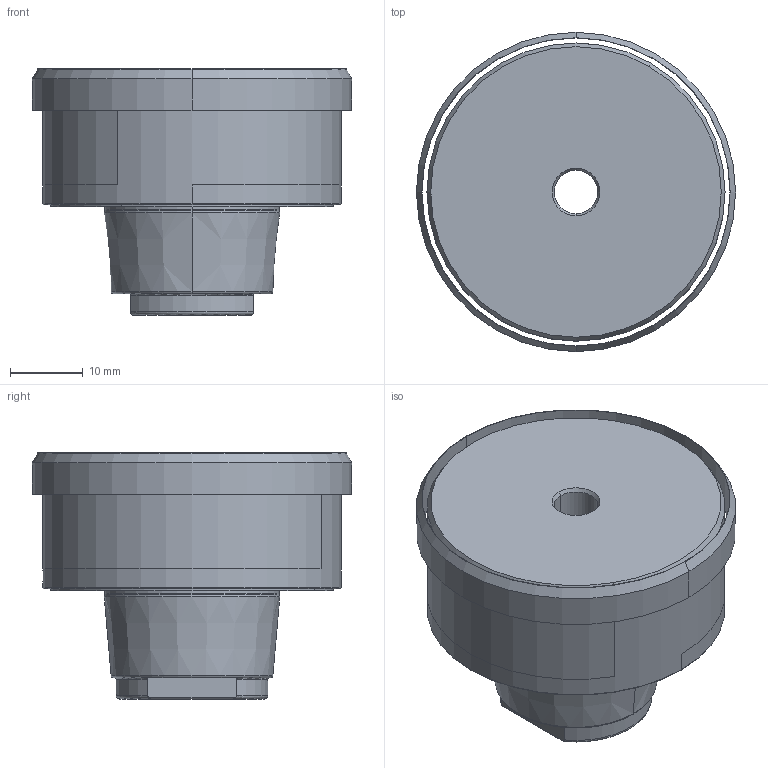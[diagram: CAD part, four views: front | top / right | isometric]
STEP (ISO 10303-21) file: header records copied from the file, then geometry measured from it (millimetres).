
FILE_DESCRIPTION((''),'2;1');
FILE_NAME('DEX','2021-11-23T14:22:11',('UZUNM1'),(''),'CREO PARAMETRIC BY PTC INC, 2019030','CREO PARAMETRIC BY PTC INC, 2019030','');
FILE_SCHEMA(('AP242_MANAGED_MODEL_BASED_3D_ENGINEERING_MIM_LF { 1 0 10303 442 1 1 4 }'));
Length unit declared in the file: millimetre
Products named in the file (1): DEX
Bounding box: 44.02 x 44.02 x 33.95 mm (x, y, z)
Volume: 29102.6 mm3; surface area: 8460.2 mm2
Topology: 2 solids, 2 shells, 66 faces, 153 edges, 92 vertices
Faces by surface type: cone 28, cylinder 18, plane 10, torus 10
Entity records: 2675 total; most frequent: CARTESIAN_POINT 527, DIRECTION 361, ORIENTED_EDGE 298, PRESENTATION_STYLE_ASSIGNMENT 160, STYLED_ITEM 156, CURVE_STYLE 154, AXIS2_PLACEMENT_3D 151, EDGE_CURVE 149
